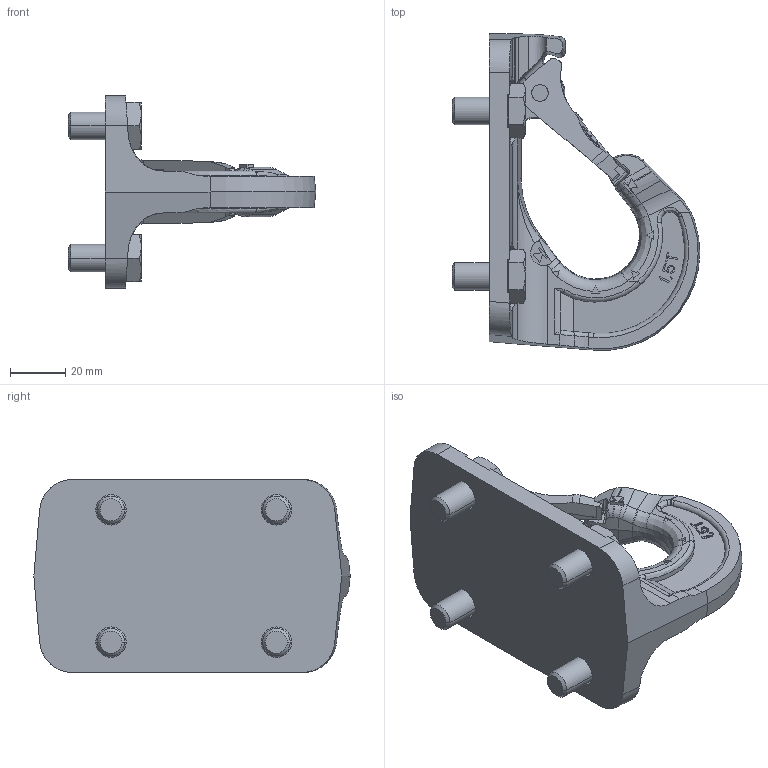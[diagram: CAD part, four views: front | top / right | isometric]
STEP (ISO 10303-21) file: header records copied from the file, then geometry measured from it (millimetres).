
FILE_DESCRIPTION((''),'2;1');
FILE_NAME('001-M31243-P-2_ASM','2012-04-20T',('Marcel.Bux'),(''),'PRO/ENGINEER BY PARAMETRIC TECHNOLOGY CORPORATION, 2010140','PRO/ENGINEER BY PARAMETRIC TECHNOLOGY CORPORATION, 2010140','');
FILE_SCHEMA(('CONFIG_CONTROL_DESIGN'));
Length unit declared in the file: millimetre
Products named in the file (4): 001-M31243-P-2; 001-M31245-001; 001-M31243-P-3; 001-M31243-P-2_ASM
Assembly tree (6 placements, depth 2):
  001-M31243-P-2_ASM
    001-M31243-P-2
    001-M31245-001
    001-M31243-P-3  x4
Bounding box: 89.84 x 114.75 x 70 mm (x, y, z)
Volume: 120070.3 mm3; surface area: 37328.2 mm2
Topology: 6 solids, 6 shells, 850 faces, 2287 edges, 1470 vertices
Faces by surface type: plane 560, cylinder 121, cone 58, bspline 54, sphere 30, torus 27
Entity records: 26955 total; most frequent: CARTESIAN_POINT 7894, ORIENTED_EDGE 4218, DIRECTION 3480, EDGE_CURVE 2109, VECTOR 1486, LINE 1486, VERTEX_POINT 1380, AXIS2_PLACEMENT_3D 997
